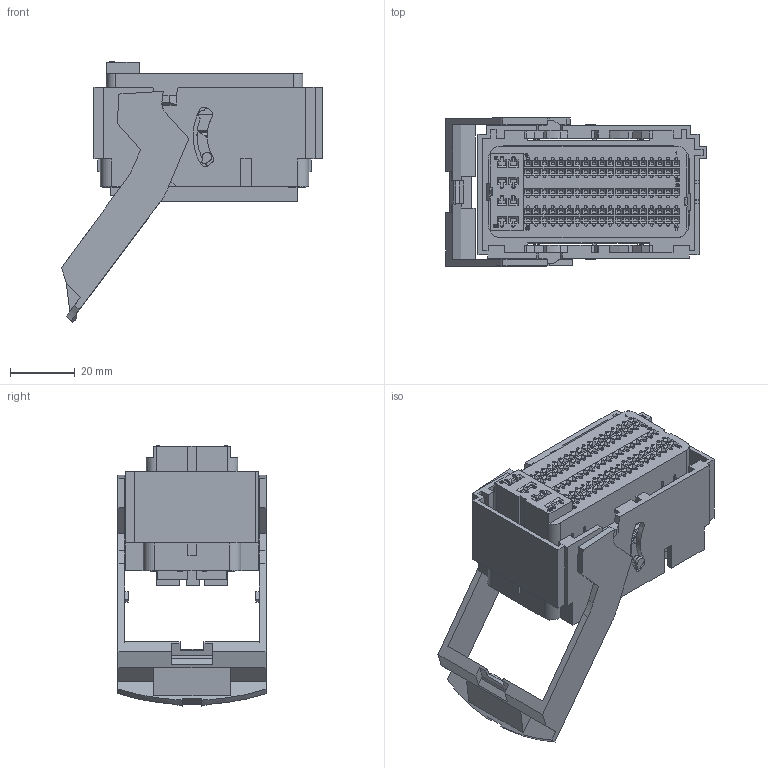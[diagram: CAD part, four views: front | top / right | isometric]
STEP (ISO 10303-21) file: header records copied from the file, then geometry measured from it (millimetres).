
FILE_DESCRIPTION(/* description */ (''),/* implementation_level */ '2;1');
FILE_NAME(/* name */ '35104248-ENV01_01.stp',/* time_stamp */ '2024-01-04T13:40:58+08:00',/* author */ (''),/* organization */ (''),/* preprocessor_version */ 'ST-DEVELOPER v16',/* originating_system */ 'SIEMENS PLM Software NX 11.0',/* authorisation */ '');
FILE_SCHEMA (('AUTOMOTIVE_DESIGN { 1 0 10303 214 3 1 1 1 }'));
Products named in the file (1): 35104248-ENV01_01
Bounding box: 80.42 x 45.65 x 80.38 mm (x, y, z)
Volume: 84555.4 mm3; surface area: 33872.3 mm2
Topology: 1 solids, 25 shells, 4867 faces, 12877 edges, 8300 vertices
Faces by surface type: plane 3681, cylinder 1054, extrusion 58, cone 28, torus 20, sphere 17, bspline 5, revolution 4
Full cylindrical faces by diameter (mm): 0.9 x95, 2.9 x2, 4 x2
Entity records: 185160 total; most frequent: CARTESIAN_POINT 30860, ORIENTED_EDGE 25410, DIRECTION 24211, EDGE_CURVE 12705, VECTOR 8987, LINE 8929, VERTEX_POINT 8231, AXIS2_PLACEMENT_3D 7610
